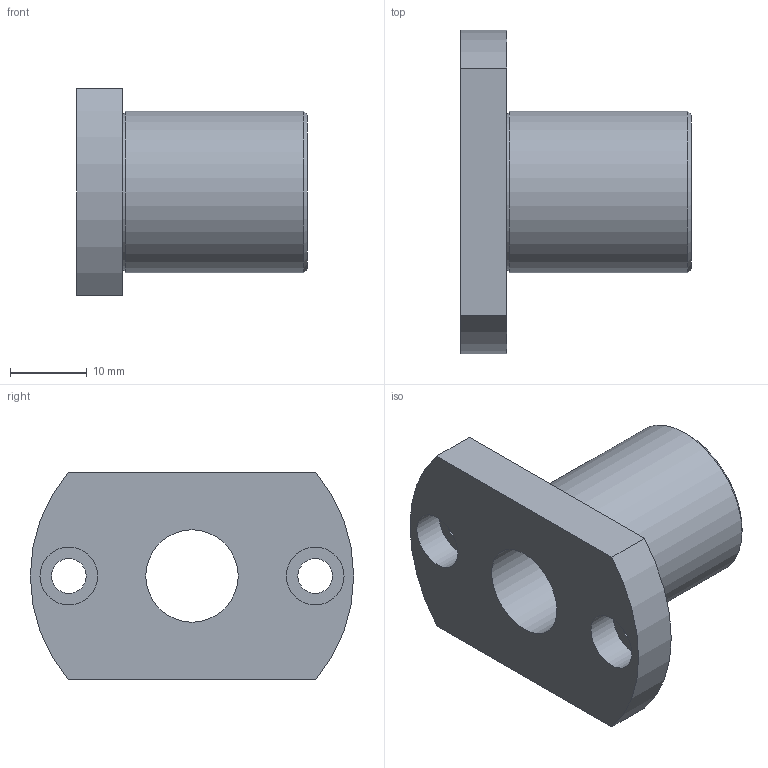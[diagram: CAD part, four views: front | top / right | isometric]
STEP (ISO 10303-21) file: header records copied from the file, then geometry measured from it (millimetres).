
FILE_DESCRIPTION (( 'STEP AP203' ), '1' );
FILE_NAME ('LMH12UU.STEP', '2016-05-05T19:08:25', ( '' ), ( '' ), 'SwSTEP 2.0', 'SolidWorks 2010', '' );
FILE_SCHEMA (( 'CONFIG_CONTROL_DESIGN' ));
Length unit declared in the file: millimetre
Products named in the file (1): LMH12UU
Bounding box: 30 x 42 x 27 mm (x, y, z)
Volume: 10772.1 mm3; surface area: 5568.1 mm2
Topology: 1 solids, 1 shells, 20 faces, 39 edges, 26 vertices
Faces by surface type: cylinder 10, plane 9, cone 1
Full cylindrical faces by diameter (mm): 4.5 x2, 7.5 x2, 12 x1, 20.4 x1, 21 x1, 21.6 x1
Entity records: 559 total; most frequent: DIRECTION 92, CARTESIAN_POINT 75, ORIENTED_EDGE 58, AXIS2_PLACEMENT_3D 42, EDGE_LOOP 40, EDGE_CURVE 29, FACE_OUTER_BOUND 28, VERTEX_POINT 25
